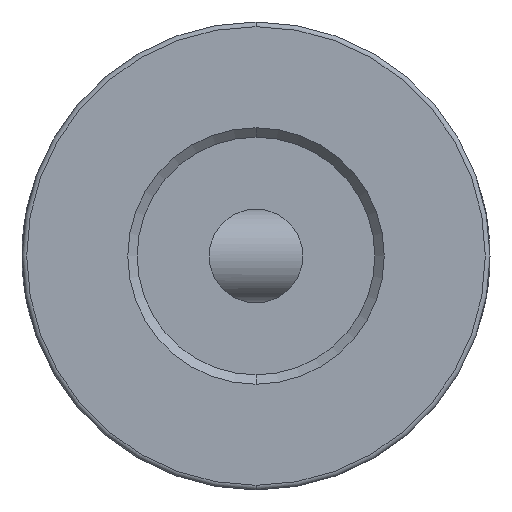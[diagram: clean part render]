
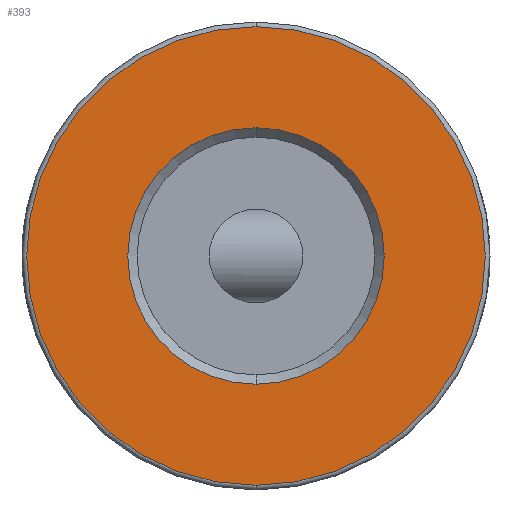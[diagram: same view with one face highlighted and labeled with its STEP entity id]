
A CAD part, front view. The second image highlights one B-rep face of the part: STEP entity #393.
In plain terms, the highlighted planar face has unit normal (0, -1, 0).
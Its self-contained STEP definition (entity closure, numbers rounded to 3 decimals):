
#165 = DIRECTION ( 'NONE',  ( 0., 1., 0. ) ) ;
#194 = CARTESIAN_POINT ( 'NONE',  ( -22.505, -48.602, 50. ) ) ;
#393 = ADVANCED_FACE ( 'NONE', ( #2286, #2840 ), #3083, .F. ) ;
#439 = CARTESIAN_POINT ( 'NONE',  ( -22.505, -48.602, 37.75 ) ) ;
#512 = ORIENTED_EDGE ( 'NONE', *, *, #2057, .T. ) ;
#518 = EDGE_CURVE ( 'NONE', #1790, #3189, #3333, .T. ) ;
#594 = CIRCLE ( 'NONE', #3273, 6.85 ) ;
#690 = CARTESIAN_POINT ( 'NONE',  ( -22.505, -48.602, 50. ) ) ;
#692 = CARTESIAN_POINT ( 'NONE',  ( -22.505, -48.602, 43.15 ) ) ;
#832 = ORIENTED_EDGE ( 'NONE', *, *, #1086, .T. ) ;
#955 = CARTESIAN_POINT ( 'NONE',  ( -22.505, -48.602, 50. ) ) ;
#967 = DIRECTION ( 'NONE',  ( 0., -1., 0. ) ) ;
#981 = CARTESIAN_POINT ( 'NONE',  ( -22.505, -48.602, 56.85 ) ) ;
#1072 = VERTEX_POINT ( 'NONE', #981 ) ;
#1086 = EDGE_CURVE ( 'NONE', #3455, #1072, #594, .T. ) ;
#1095 = CIRCLE ( 'NONE', #2706, 12.25 ) ;
#1150 = CIRCLE ( 'NONE', #3442, 6.85 ) ;
#1317 = AXIS2_PLACEMENT_3D ( 'NONE', #955, #2020, #3330 ) ;
#1467 = EDGE_CURVE ( 'NONE', #1072, #3455, #1150, .T. ) ;
#1750 = DIRECTION ( 'NONE',  ( 0., 0., 1. ) ) ;
#1782 = DIRECTION ( 'NONE',  ( 0., 1., 0. ) ) ;
#1790 = VERTEX_POINT ( 'NONE', #2394 ) ;
#2020 = DIRECTION ( 'NONE',  ( 0., -1., 0. ) ) ;
#2057 = EDGE_CURVE ( 'NONE', #3189, #1790, #1095, .T. ) ;
#2149 = CARTESIAN_POINT ( 'NONE',  ( -22.505, -48.602, 50. ) ) ;
#2237 = ORIENTED_EDGE ( 'NONE', *, *, #518, .T. ) ;
#2286 = FACE_OUTER_BOUND ( 'NONE', #2460, .T. ) ;
#2394 = CARTESIAN_POINT ( 'NONE',  ( -22.505, -48.602, 62.25 ) ) ;
#2408 = DIRECTION ( 'NONE',  ( 0., 0., 1. ) ) ;
#2460 = EDGE_LOOP ( 'NONE', ( #2237, #512 ) ) ;
#2559 = CARTESIAN_POINT ( 'NONE',  ( -22.505, -48.602, 50. ) ) ;
#2706 = AXIS2_PLACEMENT_3D ( 'NONE', #690, #967, #3409 ) ;
#2840 = FACE_BOUND ( 'NONE', #3436, .T. ) ;
#2938 = AXIS2_PLACEMENT_3D ( 'NONE', #2559, #3349, #3395 ) ;
#2945 = ORIENTED_EDGE ( 'NONE', *, *, #1467, .T. ) ;
#3083 = PLANE ( 'NONE',  #2938 ) ;
#3189 = VERTEX_POINT ( 'NONE', #439 ) ;
#3273 = AXIS2_PLACEMENT_3D ( 'NONE', #2149, #165, #1750 ) ;
#3330 = DIRECTION ( 'NONE',  ( 0., 0., 1. ) ) ;
#3333 = CIRCLE ( 'NONE', #1317, 12.25 ) ;
#3349 = DIRECTION ( 'NONE',  ( 0., 1., 0. ) ) ;
#3395 = DIRECTION ( 'NONE',  ( 0., 0., 1. ) ) ;
#3409 = DIRECTION ( 'NONE',  ( 0., 0., 1. ) ) ;
#3436 = EDGE_LOOP ( 'NONE', ( #832, #2945 ) ) ;
#3442 = AXIS2_PLACEMENT_3D ( 'NONE', #194, #1782, #2408 ) ;
#3455 = VERTEX_POINT ( 'NONE', #692 ) ;
